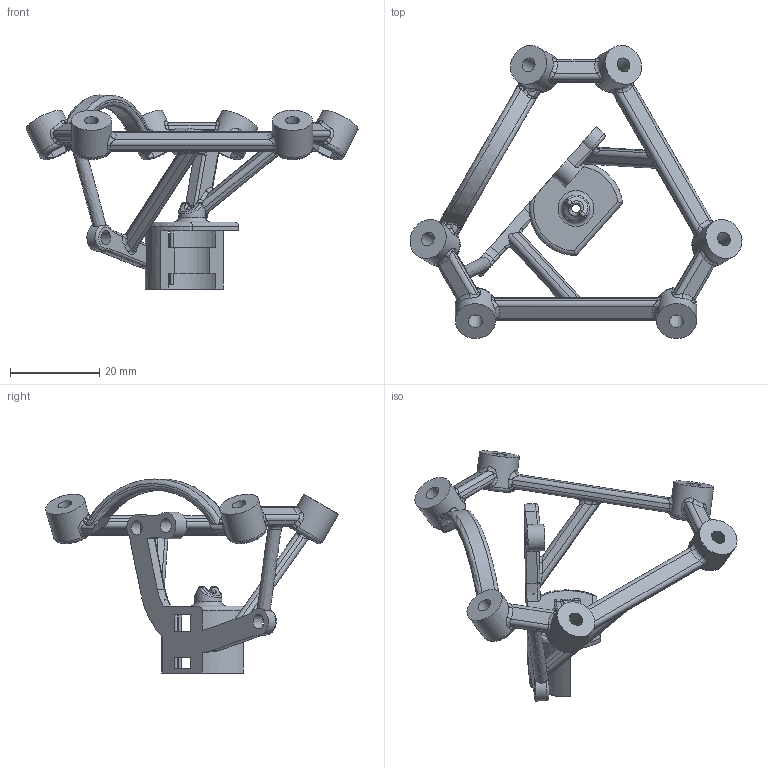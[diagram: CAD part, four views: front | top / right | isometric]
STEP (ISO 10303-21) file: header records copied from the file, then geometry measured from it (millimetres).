
FILE_DESCRIPTION(/* description */ ('Alibre Inc.'),/* implementation_level */ '2;1');
FILE_NAME(/* name */ 'export0',/* time_stamp */ '2015-10-08T14:00:51-04:00',/* author */ (''),/* organization */ (''),/* preprocessor_version */ 'ST-DEVELOPER v14',/* originating_system */ 'Alibre',/* authorisation */ '');
FILE_SCHEMA (('AUTOMOTIVE_DESIGN'));
Length unit declared in the file: centimetre
Bounding box: 74.32 x 65.61 x 43.43 mm (x, y, z)
Volume: 7254.2 mm3; surface area: 7536 mm2
Topology: 1 solids, 1 shells, 450 faces, 1155 edges, 700 vertices
Faces by surface type: bspline 154, plane 128, cylinder 124, torus 35, sphere 8, extrusion 1
Full cylindrical faces by diameter (mm): 2 x1, 3.2 x7, 3.25 x2, 6 x2, 9 x6
Entity records: 30510 total; most frequent: CARTESIAN_POINT 20917, ORIENTED_EDGE 2182, DIRECTION 1609, EDGE_CURVE 1091, AXIS2_PLACEMENT_3D 704, VERTEX_POINT 668, EDGE_LOOP 505, FACE_BOUND 505
